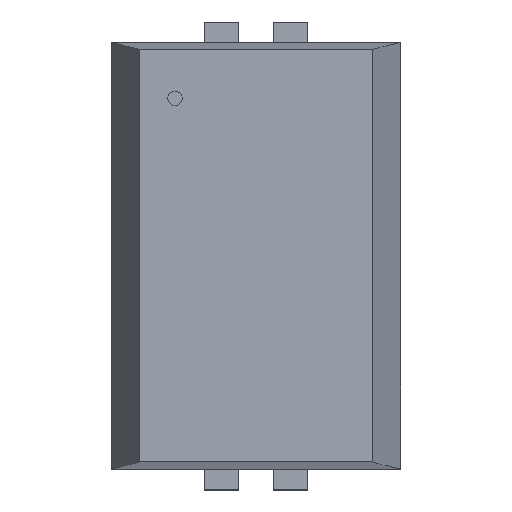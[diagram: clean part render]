
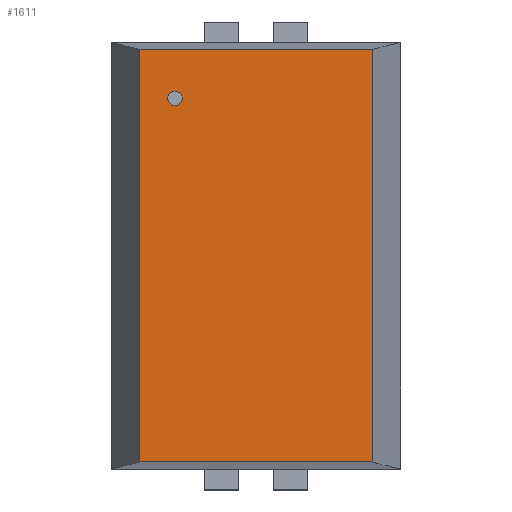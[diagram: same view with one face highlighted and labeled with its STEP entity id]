
A CAD part, top view. The second image highlights one B-rep face of the part: STEP entity #1611.
In plain terms, the highlighted planar face has unit normal (0, 0, 1).
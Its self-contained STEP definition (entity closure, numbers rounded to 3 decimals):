
#1611=ADVANCED_FACE('',(#1617),#1612,.T.);
#1612=PLANE('',#1613);
#1613=AXIS2_PLACEMENT_3D('',#1614,#1615,#1616);
#1614=CARTESIAN_POINT('',(-0.847,-1.499,1.702));
#1615=DIRECTION('',(0.0,0.0,1.0));
#1616=DIRECTION('',(0.,1.,0.));
#1617=FACE_OUTER_BOUND('',#1618,.T.);
#1618=EDGE_LOOP('',(#1619,#1629,#1639,#1649));
#1622=CARTESIAN_POINT('',(0.847,-1.499,1.702));
#1621=VERTEX_POINT('',#1622);
#1624=CARTESIAN_POINT('',(-0.847,-1.499,1.702));
#1623=VERTEX_POINT('',#1624);
#1620=EDGE_CURVE('',#1621,#1623,#1625,.T.);
#1625=LINE('',#1622,#1627);
#1627=VECTOR('',#1628,1.694);
#1628=DIRECTION('',(-1.0,0.0,0.0));
#1619=ORIENTED_EDGE('',*,*,#1620,.F.);
#1632=CARTESIAN_POINT('',(0.847,1.499,1.702));
#1631=VERTEX_POINT('',#1632);
#1630=EDGE_CURVE('',#1631,#1621,#1635,.T.);
#1635=LINE('',#1632,#1637);
#1637=VECTOR('',#1638,2.998);
#1638=DIRECTION('',(0.0,-1.0,0.0));
#1629=ORIENTED_EDGE('',*,*,#1630,.F.);
#1642=CARTESIAN_POINT('',(-0.847,1.499,1.702));
#1641=VERTEX_POINT('',#1642);
#1640=EDGE_CURVE('',#1641,#1631,#1645,.T.);
#1645=LINE('',#1642,#1647);
#1647=VECTOR('',#1648,1.694);
#1648=DIRECTION('',(1.0,0.0,0.0));
#1639=ORIENTED_EDGE('',*,*,#1640,.F.);
#1650=EDGE_CURVE('',#1623,#1641,#1655,.T.);
#1655=LINE('',#1624,#1657);
#1657=VECTOR('',#1658,2.998);
#1658=DIRECTION('',(0.0,1.0,0.0));
#1649=ORIENTED_EDGE('',*,*,#1650,.F.);
